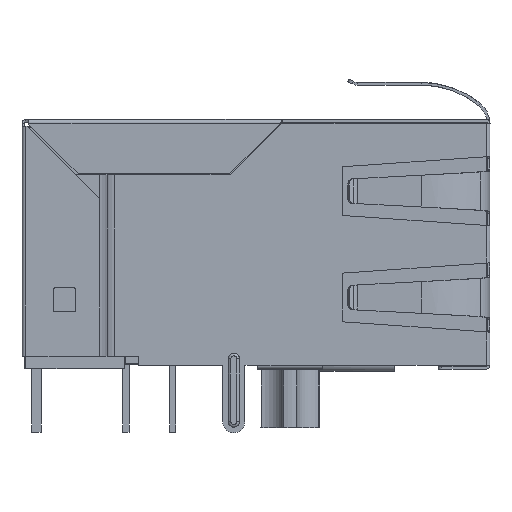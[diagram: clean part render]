
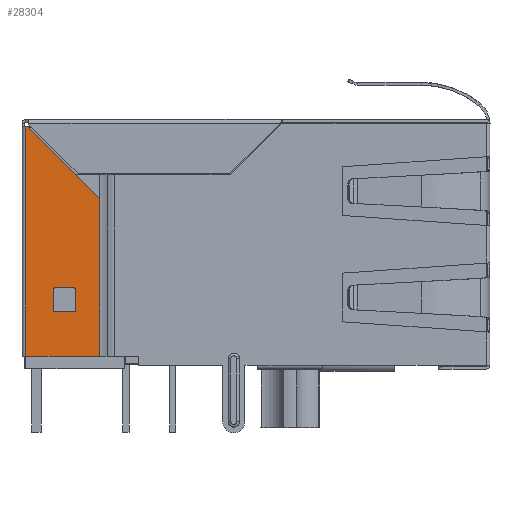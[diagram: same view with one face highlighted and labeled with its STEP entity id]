
A CAD part, left-side view. The second image highlights one B-rep face of the part: STEP entity #28304.
In plain terms, the highlighted face is planar.
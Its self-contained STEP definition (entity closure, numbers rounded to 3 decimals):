
#822=CIRCLE('',#29808,0.1);
#823=CIRCLE('',#29809,0.1);
#824=CIRCLE('',#29810,0.1);
#825=CIRCLE('',#29811,0.1);
#5714=ORIENTED_EDGE('',*,*,#9829,.T.);
#5715=ORIENTED_EDGE('',*,*,#9830,.T.);
#5716=ORIENTED_EDGE('',*,*,#9831,.T.);
#5717=ORIENTED_EDGE('',*,*,#9832,.T.);
#5718=ORIENTED_EDGE('',*,*,#9833,.T.);
#5719=ORIENTED_EDGE('',*,*,#9834,.T.);
#5720=ORIENTED_EDGE('',*,*,#9835,.T.);
#5721=ORIENTED_EDGE('',*,*,#9836,.T.);
#5722=ORIENTED_EDGE('',*,*,#9837,.T.);
#5723=ORIENTED_EDGE('',*,*,#9838,.F.);
#5724=ORIENTED_EDGE('',*,*,#9839,.T.);
#5725=ORIENTED_EDGE('',*,*,#9840,.T.);
#5726=ORIENTED_EDGE('',*,*,#9841,.T.);
#9829=EDGE_CURVE('',#12107,#12108,#822,.T.);
#9830=EDGE_CURVE('',#12108,#12109,#14201,.T.);
#9831=EDGE_CURVE('',#12109,#12110,#823,.T.);
#9832=EDGE_CURVE('',#12110,#12111,#14202,.T.);
#9833=EDGE_CURVE('',#12111,#12112,#824,.T.);
#9834=EDGE_CURVE('',#12112,#12113,#14203,.T.);
#9835=EDGE_CURVE('',#12113,#12114,#825,.T.);
#9836=EDGE_CURVE('',#12114,#12107,#14204,.T.);
#9837=EDGE_CURVE('',#12115,#12116,#14205,.T.);
#9838=EDGE_CURVE('',#12117,#12116,#14206,.T.);
#9839=EDGE_CURVE('',#12117,#12118,#14207,.T.);
#9840=EDGE_CURVE('',#12118,#12119,#14208,.T.);
#9841=EDGE_CURVE('',#12119,#12115,#14209,.T.);
#12107=VERTEX_POINT('',#41500);
#12108=VERTEX_POINT('',#41501);
#12109=VERTEX_POINT('',#41503);
#12110=VERTEX_POINT('',#41505);
#12111=VERTEX_POINT('',#41507);
#12112=VERTEX_POINT('',#41509);
#12113=VERTEX_POINT('',#41511);
#12114=VERTEX_POINT('',#41513);
#12115=VERTEX_POINT('',#41516);
#12116=VERTEX_POINT('',#41517);
#12117=VERTEX_POINT('',#41519);
#12118=VERTEX_POINT('',#41521);
#12119=VERTEX_POINT('',#41523);
#14201=LINE('',#41502,#16399);
#14202=LINE('',#41506,#16400);
#14203=LINE('',#41510,#16401);
#14204=LINE('',#41514,#16402);
#14205=LINE('',#41515,#16403);
#14206=LINE('',#41518,#16404);
#14207=LINE('',#41520,#16405);
#14208=LINE('',#41522,#16406);
#14209=LINE('',#41524,#16407);
#16399=VECTOR('',#34348,1000.);
#16400=VECTOR('',#34351,1000.);
#16401=VECTOR('',#34354,1000.);
#16402=VECTOR('',#34357,1000.);
#16403=VECTOR('',#34358,1000.);
#16404=VECTOR('',#34359,1000.);
#16405=VECTOR('',#34360,1000.);
#16406=VECTOR('',#34361,1000.);
#16407=VECTOR('',#34362,1000.);
#17646=EDGE_LOOP('',(#5714,#5715,#5716,#5717,#5718,#5719,#5720,#5721));
#17647=EDGE_LOOP('',(#5722,#5723,#5724,#5725,#5726));
#18799=FACE_BOUND('',#17646,.T.);
#18800=FACE_BOUND('',#17647,.T.);
#19657=PLANE('',#29807);
#28304=ADVANCED_FACE('',(#18799,#18800),#19657,.F.);
#29807=AXIS2_PLACEMENT_3D('',#41498,#34344,#34345);
#29808=AXIS2_PLACEMENT_3D('',#41499,#34346,#34347);
#29809=AXIS2_PLACEMENT_3D('',#41504,#34349,#34350);
#29810=AXIS2_PLACEMENT_3D('',#41508,#34352,#34353);
#29811=AXIS2_PLACEMENT_3D('',#41512,#34355,#34356);
#34344=DIRECTION('',(-1.,0.,0.));
#34345=DIRECTION('',(0.,-1.,0.));
#34346=DIRECTION('',(-1.,0.,0.));
#34347=DIRECTION('',(0.,1.,0.));
#34348=DIRECTION('',(0.,0.,1.));
#34349=DIRECTION('',(-1.,0.,0.));
#34350=DIRECTION('',(0.,1.,0.));
#34351=DIRECTION('',(0.,1.,0.));
#34352=DIRECTION('',(-1.,0.,0.));
#34353=DIRECTION('',(0.,-1.,0.));
#34354=DIRECTION('',(0.,0.,-1.));
#34355=DIRECTION('',(-1.,0.,0.));
#34356=DIRECTION('',(0.,1.,0.));
#34357=DIRECTION('',(0.,-1.,0.));
#34358=DIRECTION('',(0.,0.707,-0.707));
#34359=DIRECTION('',(0.,-1.,0.));
#34360=DIRECTION('',(0.,0.,1.));
#34361=DIRECTION('',(0.,-1.,0.));
#34362=DIRECTION('',(0.,0.,-1.));
#41498=CARTESIAN_POINT('',(8.1,12.528,5.99));
#41499=CARTESIAN_POINT('',(8.1,9.85,2.39));
#41500=CARTESIAN_POINT('',(8.1,9.85,2.29));
#41501=CARTESIAN_POINT('',(8.1,9.75,2.39));
#41502=CARTESIAN_POINT('',(8.1,9.75,2.39));
#41503=CARTESIAN_POINT('',(8.1,9.75,3.49));
#41504=CARTESIAN_POINT('',(8.1,9.85,3.49));
#41505=CARTESIAN_POINT('',(8.1,9.85,3.59));
#41506=CARTESIAN_POINT('',(8.1,9.85,3.59));
#41507=CARTESIAN_POINT('',(8.1,10.85,3.59));
#41508=CARTESIAN_POINT('',(8.1,10.85,3.49));
#41509=CARTESIAN_POINT('',(8.1,10.95,3.49));
#41510=CARTESIAN_POINT('',(8.1,10.95,3.49));
#41511=CARTESIAN_POINT('',(8.1,10.95,2.39));
#41512=CARTESIAN_POINT('',(8.1,10.85,2.39));
#41513=CARTESIAN_POINT('',(8.1,10.85,2.29));
#41514=CARTESIAN_POINT('',(8.1,10.85,2.29));
#41515=CARTESIAN_POINT('',(8.1,12.528,-6.61));
#41516=CARTESIAN_POINT('',(8.1,8.45,-2.532));
#41517=CARTESIAN_POINT('',(8.1,12.356,-6.438));
#41518=CARTESIAN_POINT('',(8.1,12.528,-6.438));
#41519=CARTESIAN_POINT('',(8.1,12.45,-6.438));
#41520=CARTESIAN_POINT('',(8.1,12.45,-6.532));
#41521=CARTESIAN_POINT('',(8.1,12.45,5.99));
#41522=CARTESIAN_POINT('',(8.1,12.528,5.99));
#41523=CARTESIAN_POINT('',(8.1,8.45,5.99));
#41524=CARTESIAN_POINT('',(8.1,8.45,5.99));
